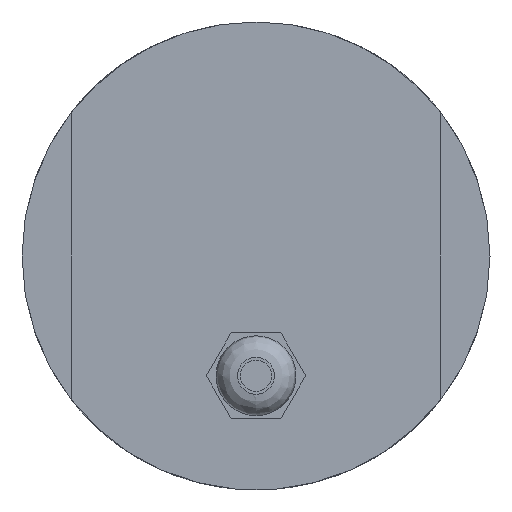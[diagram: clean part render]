
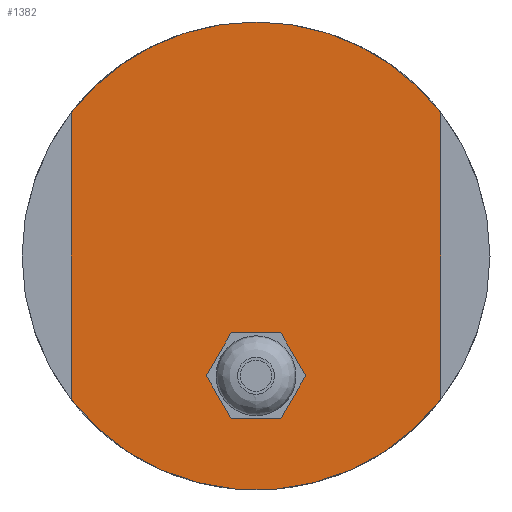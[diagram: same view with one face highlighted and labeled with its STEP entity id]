
A CAD part, left-side view. The second image highlights one B-rep face of the part: STEP entity #1382.
In plain terms, the highlighted planar face has unit normal (-1, 0, 0).
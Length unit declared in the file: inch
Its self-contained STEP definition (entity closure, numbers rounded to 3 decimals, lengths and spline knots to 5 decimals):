
#51=FACE_BOUND('',#265,.T.);
#101=PLANE('',#1530);
#177=FACE_OUTER_BOUND('',#264,.T.);
#264=EDGE_LOOP('',(#1239,#1240,#1241,#1242,#1243));
#265=EDGE_LOOP('',(#1244,#1245));
#376=LINE('',#2503,#496);
#382=LINE('',#2518,#502);
#496=VECTOR('',#1890,0.3937);
#502=VECTOR('',#1906,0.3937);
#521=CIRCLE('',#1438,0.19685);
#522=CIRCLE('',#1439,0.19685);
#558=CIRCLE('',#1515,1.5);
#560=CIRCLE('',#1517,1.5);
#562=CIRCLE('',#1519,1.5);
#604=VERTEX_POINT('',#2076);
#605=VERTEX_POINT('',#2077);
#680=VERTEX_POINT('',#2481);
#681=VERTEX_POINT('',#2483);
#684=VERTEX_POINT('',#2489);
#685=VERTEX_POINT('',#2491);
#688=VERTEX_POINT('',#2497);
#751=EDGE_CURVE('',#604,#605,#521,.T.);
#752=EDGE_CURVE('',#605,#604,#522,.T.);
#865=EDGE_CURVE('',#681,#680,#558,.T.);
#869=EDGE_CURVE('',#685,#684,#560,.T.);
#873=EDGE_CURVE('',#680,#688,#562,.T.);
#875=EDGE_CURVE('',#684,#681,#376,.T.);
#882=EDGE_CURVE('',#688,#685,#382,.T.);
#1239=ORIENTED_EDGE('',*,*,#875,.T.);
#1240=ORIENTED_EDGE('',*,*,#865,.T.);
#1241=ORIENTED_EDGE('',*,*,#873,.T.);
#1242=ORIENTED_EDGE('',*,*,#882,.T.);
#1243=ORIENTED_EDGE('',*,*,#869,.T.);
#1244=ORIENTED_EDGE('',*,*,#751,.T.);
#1245=ORIENTED_EDGE('',*,*,#752,.T.);
#1382=ADVANCED_FACE('',(#177,#51),#101,.F.);
#1438=AXIS2_PLACEMENT_3D('',#2078,#1656,#1657);
#1439=AXIS2_PLACEMENT_3D('',#2079,#1658,#1659);
#1515=AXIS2_PLACEMENT_3D('',#2484,#1871,#1872);
#1517=AXIS2_PLACEMENT_3D('',#2492,#1877,#1878);
#1519=AXIS2_PLACEMENT_3D('',#2499,#1883,#1884);
#1530=AXIS2_PLACEMENT_3D('',#2530,#1917,#1918);
#1656=DIRECTION('center_axis',(1.,0.,0.));
#1657=DIRECTION('ref_axis',(0.,-1.,0.));
#1658=DIRECTION('center_axis',(1.,0.,0.));
#1659=DIRECTION('ref_axis',(0.,-1.,0.));
#1871=DIRECTION('center_axis',(-1.,0.,0.));
#1872=DIRECTION('ref_axis',(0.,0.,-1.));
#1877=DIRECTION('center_axis',(-1.,0.,0.));
#1878=DIRECTION('ref_axis',(0.,0.,-1.));
#1883=DIRECTION('center_axis',(-1.,0.,0.));
#1884=DIRECTION('ref_axis',(0.,0.,-1.));
#1890=DIRECTION('',(0.,0.,1.));
#1906=DIRECTION('',(0.,0.,-1.));
#1917=DIRECTION('center_axis',(1.,0.,0.));
#1918=DIRECTION('ref_axis',(0.,0.,-1.));
#2076=CARTESIAN_POINT('',(-5.125,-0.19685,-0.76772));
#2077=CARTESIAN_POINT('',(-5.125,0.19685,-0.76772));
#2078=CARTESIAN_POINT('Origin',(-5.125,0.,-0.76772));
#2079=CARTESIAN_POINT('Origin',(-5.125,0.,-0.76772));
#2481=CARTESIAN_POINT('',(-5.125,0.,1.5));
#2483=CARTESIAN_POINT('',(-5.125,-1.185,0.91966));
#2484=CARTESIAN_POINT('Origin',(-5.125,0.,0.));
#2489=CARTESIAN_POINT('',(-5.125,-1.185,-0.91966));
#2491=CARTESIAN_POINT('',(-5.125,1.185,-0.91966));
#2492=CARTESIAN_POINT('Origin',(-5.125,0.,0.));
#2497=CARTESIAN_POINT('',(-5.125,1.185,0.91966));
#2499=CARTESIAN_POINT('Origin',(-5.125,0.,0.));
#2503=CARTESIAN_POINT('',(-5.125,-1.185,0.));
#2518=CARTESIAN_POINT('',(-5.125,1.185,0.));
#2530=CARTESIAN_POINT('Origin',(-5.125,0.,0.));
